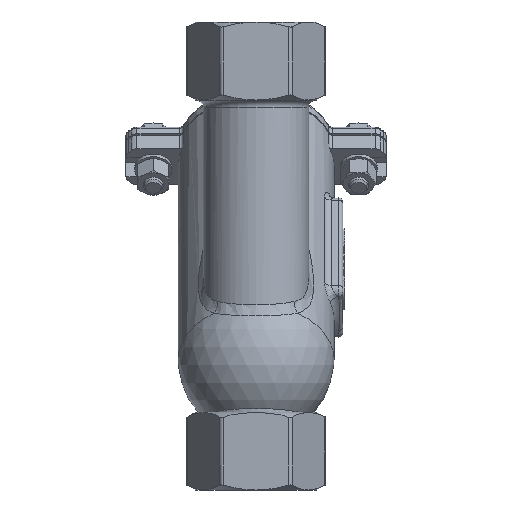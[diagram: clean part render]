
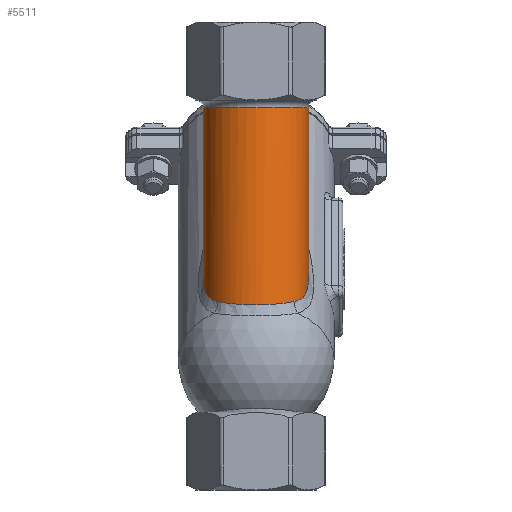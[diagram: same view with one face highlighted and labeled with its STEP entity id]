
A CAD part, front view. The second image highlights one B-rep face of the part: STEP entity #5511.
In plain terms, the highlighted cylindrical face has radius 13.5 mm (diameter 27 mm), a full revolution.
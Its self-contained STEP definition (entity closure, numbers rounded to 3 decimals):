
#495=LINE('',#9311,#861);
#861=VECTOR('',#6945,13.5);
#1133=CYLINDRICAL_SURFACE('',#6069,13.5);
#1271=FACE_OUTER_BOUND('',#1597,.T.);
#1597=EDGE_LOOP('',(#4058,#4059,#4060,#4061,#4062,#4063));
#1956=CIRCLE('',#6062,13.5);
#2133=B_SPLINE_CURVE_WITH_KNOTS('',3,(#9296,#9297,#9298,#9299,#9300,#9301,
#9302),.UNSPECIFIED.,.F.,.F.,(4,1,1,1,4),(-2.989,-2.135,
-1.281,-0.64,0.),.UNSPECIFIED.);
#2134=B_SPLINE_CURVE_WITH_KNOTS('',3,(#9304,#9305,#9306,#9307,#9308,#9309,
#9310),.UNSPECIFIED.,.F.,.F.,(4,1,1,1,4),(-1.601,-1.263,
-0.842,-0.421,0.),
 .UNSPECIFIED.);
#2135=B_SPLINE_CURVE_WITH_KNOTS('',3,(#9312,#9313,#9314,#9315,#9316,#9317,
#9318,#9319,#9320,#9321,#9322,#9323,#9324,#9325,#9326,#9327,#9328,#9329,
#9330,#9331,#9332,#9333,#9334,#9335,#9336),.UNSPECIFIED.,.F.,.F.,(4,1,1,
1,1,1,1,1,1,1,1,1,1,1,1,1,1,1,1,1,1,1,4),(-11.788,-11.367,
-10.946,-10.525,-10.104,-9.262,
-8.42,-7.578,-7.157,-6.947,
-6.736,-6.175,-6.035,-5.894,
-5.614,-5.333,-5.052,-4.491,
-3.929,-3.368,-2.526,-1.684,
-1.601),.UNSPECIFIED.);
#2460=VERTEX_POINT('',#9282);
#2463=VERTEX_POINT('',#9294);
#2464=VERTEX_POINT('',#9295);
#2465=VERTEX_POINT('',#9303);
#3069=EDGE_CURVE('',#2460,#2460,#1956,.T.);
#3076=EDGE_CURVE('',#2463,#2464,#2133,.T.);
#3077=EDGE_CURVE('',#2465,#2463,#2134,.T.);
#3078=EDGE_CURVE('',#2465,#2460,#495,.T.);
#3079=EDGE_CURVE('',#2464,#2465,#2135,.T.);
#4058=ORIENTED_EDGE('',*,*,#3076,.F.);
#4059=ORIENTED_EDGE('',*,*,#3077,.F.);
#4060=ORIENTED_EDGE('',*,*,#3078,.T.);
#4061=ORIENTED_EDGE('',*,*,#3069,.F.);
#4062=ORIENTED_EDGE('',*,*,#3078,.F.);
#4063=ORIENTED_EDGE('',*,*,#3079,.F.);
#5511=ADVANCED_FACE('',(#1271),#1133,.T.);
#6062=AXIS2_PLACEMENT_3D('',#9284,#6929,#6930);
#6069=AXIS2_PLACEMENT_3D('',#9293,#6943,#6944);
#6929=DIRECTION('center_axis',(0.,0.,-1.));
#6930=DIRECTION('ref_axis',(1.,0.,0.));
#6943=DIRECTION('center_axis',(0.,0.,1.));
#6944=DIRECTION('ref_axis',(1.,0.,0.));
#6945=DIRECTION('',(0.,0.,-1.));
#9282=CARTESIAN_POINT('',(-13.5,0.,-38.));
#9284=CARTESIAN_POINT('Origin',(0.,0.,-38.));
#9293=CARTESIAN_POINT('Origin',(0.,0.,0.));
#9294=CARTESIAN_POINT('',(-9.742,-9.346,11.692));
#9295=CARTESIAN_POINT('',(9.742,-9.346,11.692));
#9296=CARTESIAN_POINT('Ctrl Pts',(-9.742,-9.346,11.692));
#9297=CARTESIAN_POINT('Ctrl Pts',(-8.311,-10.837,11.985));
#9298=CARTESIAN_POINT('Ctrl Pts',(-4.748,-13.159,12.458));
#9299=CARTESIAN_POINT('Ctrl Pts',(1.081,-13.833,12.6));
#9300=CARTESIAN_POINT('Ctrl Pts',(6.131,-12.33,12.287));
#9301=CARTESIAN_POINT('Ctrl Pts',(8.669,-10.464,11.911));
#9302=CARTESIAN_POINT('Ctrl Pts',(9.742,-9.346,11.692));
#9303=CARTESIAN_POINT('',(-13.499,-0.001,4.996));
#9304=CARTESIAN_POINT('Ctrl Pts',(-13.499,0.,
4.995));
#9305=CARTESIAN_POINT('Ctrl Pts',(-13.499,-0.581,
5.792));
#9306=CARTESIAN_POINT('Ctrl Pts',(-13.418,-1.952,7.496));
#9307=CARTESIAN_POINT('Ctrl Pts',(-12.888,-4.326,9.646));
#9308=CARTESIAN_POINT('Ctrl Pts',(-11.683,-6.986,11.103));
#9309=CARTESIAN_POINT('Ctrl Pts',(-10.447,-8.611,11.548));
#9310=CARTESIAN_POINT('Ctrl Pts',(-9.742,-9.346,11.692));
#9311=CARTESIAN_POINT('',(-13.5,0.,0.));
#9312=CARTESIAN_POINT('Ctrl Pts',(9.742,-9.346,11.692));
#9313=CARTESIAN_POINT('Ctrl Pts',(10.447,-8.611,11.548));
#9314=CARTESIAN_POINT('Ctrl Pts',(11.683,-6.986,11.103));
#9315=CARTESIAN_POINT('Ctrl Pts',(12.888,-4.326,9.647));
#9316=CARTESIAN_POINT('Ctrl Pts',(13.455,-1.784,7.343));
#9317=CARTESIAN_POINT('Ctrl Pts',(13.572,1.217,3.488));
#9318=CARTESIAN_POINT('Ctrl Pts',(12.951,4.313,-2.097));
#9319=CARTESIAN_POINT('Ctrl Pts',(11.448,7.426,-9.058));
#9320=CARTESIAN_POINT('Ctrl Pts',(9.53,9.706,-14.802));
#9321=CARTESIAN_POINT('Ctrl Pts',(7.704,11.126,-18.561));
#9322=CARTESIAN_POINT('Ctrl Pts',(6.467,11.867,-20.565));
#9323=CARTESIAN_POINT('Ctrl Pts',(4.867,12.658,-22.725));
#9324=CARTESIAN_POINT('Ctrl Pts',(3.019,13.245,-24.364));
#9325=CARTESIAN_POINT('Ctrl Pts',(1.023,13.474,-25.005));
#9326=CARTESIAN_POINT('Ctrl Pts',(-0.341,13.526,-25.152));
#9327=CARTESIAN_POINT('Ctrl Pts',(-2.046,13.393,-24.778));
#9328=CARTESIAN_POINT('Ctrl Pts',(-3.877,12.972,-23.602));
#9329=CARTESIAN_POINT('Ctrl Pts',(-5.975,12.188,-21.433));
#9330=CARTESIAN_POINT('Ctrl Pts',(-8.042,10.951,-18.074));
#9331=CARTESIAN_POINT('Ctrl Pts',(-9.927,9.255,-13.651));
#9332=CARTESIAN_POINT('Ctrl Pts',(-11.614,7.084,-8.292));
#9333=CARTESIAN_POINT('Ctrl Pts',(-12.952,4.311,-2.093));
#9334=CARTESIAN_POINT('Ctrl Pts',(-13.473,1.715,2.591));
#9335=CARTESIAN_POINT('Ctrl Pts',(-13.499,0.142,4.8));
#9336=CARTESIAN_POINT('Ctrl Pts',(-13.499,-0.001,
4.996));
